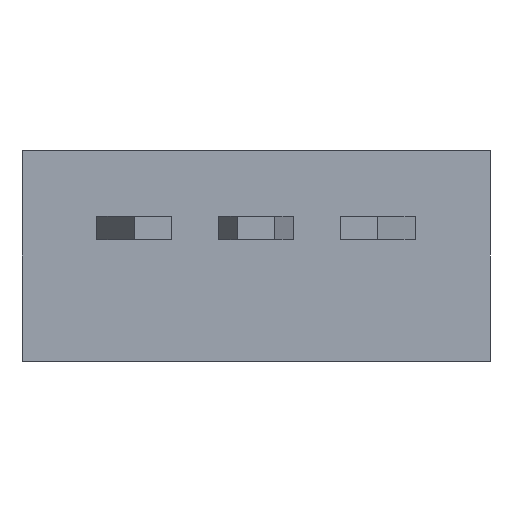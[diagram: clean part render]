
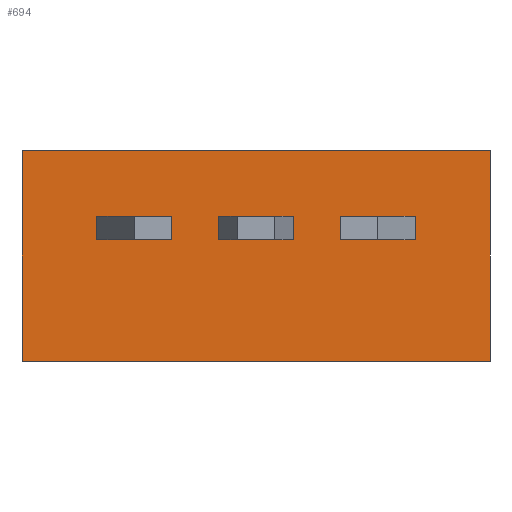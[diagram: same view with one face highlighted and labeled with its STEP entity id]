
A CAD part, front view. The second image highlights one B-rep face of the part: STEP entity #694.
In plain terms, the highlighted planar face has unit normal (0, -1, 0).
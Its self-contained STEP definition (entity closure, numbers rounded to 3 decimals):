
#101 = EDGE_CURVE ( 'NONE', #838, #836, #1697, .T. ) ;
#106 = EDGE_CURVE ( 'NONE', #156, #146, #1674, .T. ) ;
#110 = EDGE_CURVE ( 'NONE', #136, #838, #1682, .T. ) ;
#114 = EDGE_CURVE ( 'NONE', #836, #826, #1684, .T. ) ;
#119 = EDGE_CURVE ( 'NONE', #137, #155, #1772, .T. ) ;
#133 = VERTEX_POINT ( 'NONE', #228 ) ;
#136 = VERTEX_POINT ( 'NONE', #214 ) ;
#137 = VERTEX_POINT ( 'NONE', #197 ) ;
#146 = VERTEX_POINT ( 'NONE', #233 ) ;
#147 = VERTEX_POINT ( 'NONE', #239 ) ;
#148 = VERTEX_POINT ( 'NONE', #240 ) ;
#152 = VERTEX_POINT ( 'NONE', #213 ) ;
#154 = VERTEX_POINT ( 'NONE', #218 ) ;
#155 = VERTEX_POINT ( 'NONE', #256 ) ;
#156 = VERTEX_POINT ( 'NONE', #243 ) ;
#157 = VERTEX_POINT ( 'NONE', #245 ) ;
#159 = EDGE_CURVE ( 'NONE', #147, #156, #1777, .T. ) ;
#162 = EDGE_CURVE ( 'NONE', #148, #137, #1735, .T. ) ;
#163 = EDGE_CURVE ( 'NONE', #841, #154, #1727, .T. ) ;
#166 = EDGE_CURVE ( 'NONE', #148, #157, #1734, .T. ) ;
#167 = EDGE_CURVE ( 'NONE', #133, #840, #1768, .T. ) ;
#170 = EDGE_CURVE ( 'NONE', #157, #155, #1740, .T. ) ;
#175 = EDGE_CURVE ( 'NONE', #154, #133, #1753, .T. ) ;
#178 = EDGE_CURVE ( 'NONE', #152, #147, #1832, .T. ) ;
#180 = EDGE_CURVE ( 'NONE', #826, #136, #1826, .T. ) ;
#182 = EDGE_CURVE ( 'NONE', #840, #841, #1812, .T. ) ;
#190 = EDGE_CURVE ( 'NONE', #146, #152, #1818, .T. ) ;
#197 = CARTESIAN_POINT ( 'NONE',  ( -5., 0., 0. ) ) ;
#206 = CARTESIAN_POINT ( 'NONE',  ( -0.8, 0., 3.1 ) ) ;
#213 = CARTESIAN_POINT ( 'NONE',  ( -1.8, 0., 2.6 ) ) ;
#214 = CARTESIAN_POINT ( 'NONE',  ( -0.8, 0., 2.6 ) ) ;
#218 = CARTESIAN_POINT ( 'NONE',  ( 3.4, 0., 2.6 ) ) ;
#227 = CARTESIAN_POINT ( 'NONE',  ( 5., 0., 0. ) ) ;
#228 = CARTESIAN_POINT ( 'NONE',  ( 3.4, 0., 3.1 ) ) ;
#230 = DIRECTION ( 'NONE',  ( 1., 0., 0. ) ) ;
#233 = CARTESIAN_POINT ( 'NONE',  ( -3.4, 0., 2.6 ) ) ;
#239 = CARTESIAN_POINT ( 'NONE',  ( -1.8, 0., 3.1 ) ) ;
#240 = CARTESIAN_POINT ( 'NONE',  ( -5., 0., 4.5 ) ) ;
#242 = DIRECTION ( 'NONE',  ( -1., 0., 0. ) ) ;
#243 = CARTESIAN_POINT ( 'NONE',  ( -3.4, 0., 3.1 ) ) ;
#245 = CARTESIAN_POINT ( 'NONE',  ( 5., 0., 4.5 ) ) ;
#247 = CARTESIAN_POINT ( 'NONE',  ( -3.4, 0., 3.1 ) ) ;
#249 = DIRECTION ( 'NONE',  ( -1., 0., 0. ) ) ;
#253 = CARTESIAN_POINT ( 'NONE',  ( -5., 0., 4.5 ) ) ;
#255 = CARTESIAN_POINT ( 'NONE',  ( 1.8, 0., 2.6 ) ) ;
#256 = CARTESIAN_POINT ( 'NONE',  ( 5., 0., 0. ) ) ;
#318 = CARTESIAN_POINT ( 'NONE',  ( -1.8, 0., 3.1 ) ) ;
#320 = DIRECTION ( 'NONE',  ( 0., 0., 1. ) ) ;
#322 = CARTESIAN_POINT ( 'NONE',  ( 5., 0., 4.5 ) ) ;
#326 = DIRECTION ( 'NONE',  ( -1., 0., 0. ) ) ;
#329 = DIRECTION ( 'NONE',  ( 1., 0., 0. ) ) ;
#339 = DIRECTION ( 'NONE',  ( 0., 0., 1. ) ) ;
#341 = CARTESIAN_POINT ( 'NONE',  ( 5., 0., 4.5 ) ) ;
#342 = CARTESIAN_POINT ( 'NONE',  ( 1.8, 0., 3.1 ) ) ;
#343 = CARTESIAN_POINT ( 'NONE',  ( 1.8, 0., 3.1 ) ) ;
#344 = DIRECTION ( 'NONE',  ( 0., 0., -1. ) ) ;
#349 = CARTESIAN_POINT ( 'NONE',  ( 3.4, 0., 3.1 ) ) ;
#351 = DIRECTION ( 'NONE',  ( 0., 0., -1. ) ) ;
#353 = CARTESIAN_POINT ( 'NONE',  ( -0.8, 0., 3.1 ) ) ;
#359 = DIRECTION ( 'NONE',  ( 0., 0., -1. ) ) ;
#376 = CARTESIAN_POINT ( 'NONE',  ( -3.4, 0., 2.6 ) ) ;
#377 = DIRECTION ( 'NONE',  ( 1., 0., 0. ) ) ;
#694 = ADVANCED_FACE ( 'NONE', ( #3663, #3651, #3660, #3656 ), #3378, .F. ) ;
#795 = ORIENTED_EDGE ( 'NONE', *, *, #110, .F. ) ;
#803 = ORIENTED_EDGE ( 'NONE', *, *, #180, .F. ) ;
#812 = ORIENTED_EDGE ( 'NONE', *, *, #101, .F. ) ;
#818 = ORIENTED_EDGE ( 'NONE', *, *, #114, .F. ) ;
#826 = VERTEX_POINT ( 'NONE', #4140 ) ;
#836 = VERTEX_POINT ( 'NONE', #4106 ) ;
#838 = VERTEX_POINT ( 'NONE', #4141 ) ;
#840 = VERTEX_POINT ( 'NONE', #4152 ) ;
#841 = VERTEX_POINT ( 'NONE', #4127 ) ;
#870 = ORIENTED_EDGE ( 'NONE', *, *, #167, .F. ) ;
#908 = ORIENTED_EDGE ( 'NONE', *, *, #163, .F. ) ;
#909 = ORIENTED_EDGE ( 'NONE', *, *, #182, .F. ) ;
#919 = ORIENTED_EDGE ( 'NONE', *, *, #175, .F. ) ;
#950 = ORIENTED_EDGE ( 'NONE', *, *, #170, .F. ) ;
#954 = ORIENTED_EDGE ( 'NONE', *, *, #166, .F. ) ;
#986 = ORIENTED_EDGE ( 'NONE', *, *, #106, .F. ) ;
#987 = ORIENTED_EDGE ( 'NONE', *, *, #119, .T. ) ;
#991 = ORIENTED_EDGE ( 'NONE', *, *, #159, .F. ) ;
#997 = ORIENTED_EDGE ( 'NONE', *, *, #162, .T. ) ;
#1028 = EDGE_LOOP ( 'NONE', ( #919, #908, #909, #870 ) ) ;
#1042 = EDGE_LOOP ( 'NONE', ( #1186, #1155, #986, #991 ) ) ;
#1053 = EDGE_LOOP ( 'NONE', ( #987, #950, #954, #997 ) ) ;
#1155 = ORIENTED_EDGE ( 'NONE', *, *, #190, .F. ) ;
#1186 = ORIENTED_EDGE ( 'NONE', *, *, #178, .F. ) ;
#1560 = AXIS2_PLACEMENT_3D ( 'NONE', #3379, #3497, #3522 ) ;
#1662 = VECTOR ( 'NONE', #2993, 1000. ) ;
#1663 = VECTOR ( 'NONE', #2962, 1000. ) ;
#1674 = LINE ( 'NONE', #2945, #1662 ) ;
#1682 = LINE ( 'NONE', #2954, #1663 ) ;
#1684 = LINE ( 'NONE', #206, #1689 ) ;
#1689 = VECTOR ( 'NONE', #242, 1000. ) ;
#1697 = LINE ( 'NONE', #2958, #1721 ) ;
#1721 = VECTOR ( 'NONE', #2946, 1000. ) ;
#1725 = VECTOR ( 'NONE', #230, 1000. ) ;
#1727 = LINE ( 'NONE', #255, #1729 ) ;
#1728 = VECTOR ( 'NONE', #2146, 1000. ) ;
#1729 = VECTOR ( 'NONE', #2148, 1000. ) ;
#1734 = LINE ( 'NONE', #341, #1738 ) ;
#1735 = LINE ( 'NONE', #253, #1728 ) ;
#1738 = VECTOR ( 'NONE', #329, 1000. ) ;
#1740 = LINE ( 'NONE', #322, #1774 ) ;
#1753 = LINE ( 'NONE', #349, #1754 ) ;
#1754 = VECTOR ( 'NONE', #339, 1000. ) ;
#1764 = VECTOR ( 'NONE', #326, 1000. ) ;
#1768 = LINE ( 'NONE', #342, #1764 ) ;
#1772 = LINE ( 'NONE', #227, #1725 ) ;
#1774 = VECTOR ( 'NONE', #351, 1000. ) ;
#1777 = LINE ( 'NONE', #247, #1784 ) ;
#1784 = VECTOR ( 'NONE', #249, 1000. ) ;
#1799 = VECTOR ( 'NONE', #344, 1000. ) ;
#1801 = VECTOR ( 'NONE', #377, 1000. ) ;
#1812 = LINE ( 'NONE', #343, #1799 ) ;
#1818 = LINE ( 'NONE', #376, #1801 ) ;
#1826 = LINE ( 'NONE', #353, #1849 ) ;
#1832 = LINE ( 'NONE', #318, #1843 ) ;
#1843 = VECTOR ( 'NONE', #320, 1000. ) ;
#1849 = VECTOR ( 'NONE', #359, 1000. ) ;
#1985 = EDGE_LOOP ( 'NONE', ( #812, #795, #803, #818 ) ) ;
#2146 = DIRECTION ( 'NONE',  ( 0., 0., -1. ) ) ;
#2148 = DIRECTION ( 'NONE',  ( 1., 0., 0. ) ) ;
#2945 = CARTESIAN_POINT ( 'NONE',  ( -3.4, 0., 3.1 ) ) ;
#2946 = DIRECTION ( 'NONE',  ( 0., 0., 1. ) ) ;
#2954 = CARTESIAN_POINT ( 'NONE',  ( -0.8, 0., 2.6 ) ) ;
#2958 = CARTESIAN_POINT ( 'NONE',  ( 0.8, 0., 3.1 ) ) ;
#2962 = DIRECTION ( 'NONE',  ( 1., 0., 0. ) ) ;
#2993 = DIRECTION ( 'NONE',  ( 0., 0., -1. ) ) ;
#3378 = PLANE ( 'NONE',  #1560 ) ;
#3379 = CARTESIAN_POINT ( 'NONE',  ( 5., 0., 4.5 ) ) ;
#3497 = DIRECTION ( 'NONE',  ( 0., 1., 0. ) ) ;
#3522 = DIRECTION ( 'NONE',  ( 0., 0., 1. ) ) ;
#3651 = FACE_OUTER_BOUND ( 'NONE', #1053, .T. ) ;
#3656 = FACE_BOUND ( 'NONE', #1028, .T. ) ;
#3660 = FACE_BOUND ( 'NONE', #1985, .T. ) ;
#3663 = FACE_BOUND ( 'NONE', #1042, .T. ) ;
#4106 = CARTESIAN_POINT ( 'NONE',  ( 0.8, 0., 3.1 ) ) ;
#4127 = CARTESIAN_POINT ( 'NONE',  ( 1.8, 0., 2.6 ) ) ;
#4140 = CARTESIAN_POINT ( 'NONE',  ( -0.8, 0., 3.1 ) ) ;
#4141 = CARTESIAN_POINT ( 'NONE',  ( 0.8, 0., 2.6 ) ) ;
#4152 = CARTESIAN_POINT ( 'NONE',  ( 1.8, 0., 3.1 ) ) ;
